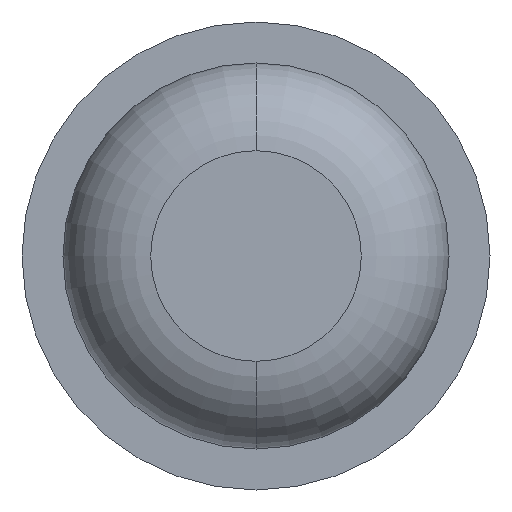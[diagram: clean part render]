
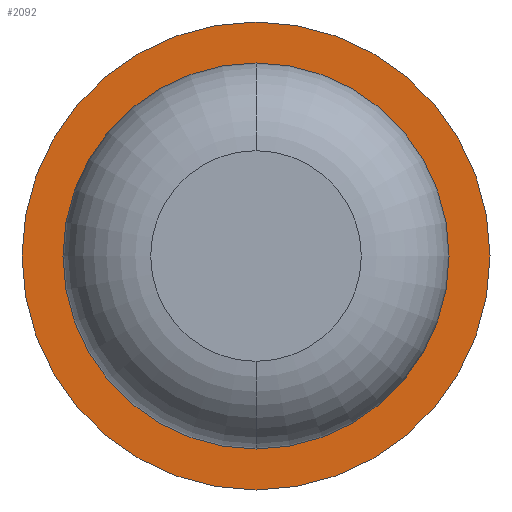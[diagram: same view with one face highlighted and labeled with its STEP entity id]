
A CAD part, front view. The second image highlights one B-rep face of the part: STEP entity #2092.
In plain terms, the highlighted planar face has unit normal (0, -1, 0).
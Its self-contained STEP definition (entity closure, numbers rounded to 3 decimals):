
#25 = EDGE_CURVE ( 'Defeature ausgef�hrt1_5+Defeature ausgef�hrt1_4+Defeature ausgef�hrt1_4+Defeature ausgef�hrt1_4', #2360, #3427, #789, .T. ) ;
#242 = DIRECTION ( 'NONE',  ( 0., 1., 0. ) ) ;
#279 = CARTESIAN_POINT ( 'NONE',  ( 0., -2., -0.825 ) ) ;
#283 = DIRECTION ( 'NONE',  ( 0., 1., 0. ) ) ;
#457 = CARTESIAN_POINT ( 'NONE',  ( 0., -2., -1. ) ) ;
#605 = DIRECTION ( 'NONE',  ( 0., 1., 0. ) ) ;
#721 = VERTEX_POINT ( 'NONE', #1292 ) ;
#789 = CIRCLE ( 'NONE', #3216, 1. ) ;
#1018 = CIRCLE ( 'NONE', #2353, 0.825 ) ;
#1181 = ORIENTED_EDGE ( 'NONE', *, *, #25, .F. ) ;
#1219 = EDGE_LOOP ( 'NONE', ( #1181, #2831 ) ) ;
#1273 = EDGE_CURVE ( 'Defeature ausgef�hrt1_4+Defeature ausgef�hrt1_0+Defeature ausgef�hrt1_0+Defeature ausgef�hrt1_0', #1834, #721, #1018, .T. ) ;
#1292 = CARTESIAN_POINT ( 'NONE',  ( 0., -2., 0.825 ) ) ;
#1317 = CARTESIAN_POINT ( 'NONE',  ( 0., -2., 0. ) ) ;
#1624 = AXIS2_PLACEMENT_3D ( 'NONE', #3276, #1668, #3000 ) ;
#1648 = AXIS2_PLACEMENT_3D ( 'NONE', #1664, #283, #1656 ) ;
#1656 = DIRECTION ( 'NONE',  ( 0., 0., 1. ) ) ;
#1664 = CARTESIAN_POINT ( 'NONE',  ( 0., -2., 0. ) ) ;
#1668 = DIRECTION ( 'NONE',  ( 0., 1., 0. ) ) ;
#1797 = AXIS2_PLACEMENT_3D ( 'NONE', #1881, #242, #2413 ) ;
#1834 = VERTEX_POINT ( 'NONE', #279 ) ;
#1875 = EDGE_LOOP ( 'NONE', ( #2612, #2455 ) ) ;
#1881 = CARTESIAN_POINT ( 'NONE',  ( 1., -2., 0. ) ) ;
#1939 = CIRCLE ( 'NONE', #1648, 0.825 ) ;
#1963 = FACE_OUTER_BOUND ( 'NONE', #1219, .T. ) ;
#2007 = DIRECTION ( 'NONE',  ( 0., 0., 1. ) ) ;
#2092 = ADVANCED_FACE ( 'Defeature ausgef�hrt1_4', ( #1963, #3308 ), #3496, .F. ) ;
#2203 = EDGE_CURVE ( 'Defeature ausgef�hrt1_5+Defeature ausgef�hrt1_4+Defeature ausgef�hrt1_4+Defeature ausgef�hrt1_4', #3427, #2360, #2636, .T. ) ;
#2295 = CARTESIAN_POINT ( 'NONE',  ( 0., -2., 0. ) ) ;
#2353 = AXIS2_PLACEMENT_3D ( 'NONE', #2295, #605, #2007 ) ;
#2360 = VERTEX_POINT ( 'NONE', #3450 ) ;
#2413 = DIRECTION ( 'NONE',  ( 0., 0., 1. ) ) ;
#2455 = ORIENTED_EDGE ( 'NONE', *, *, #1273, .T. ) ;
#2612 = ORIENTED_EDGE ( 'NONE', *, *, #3072, .T. ) ;
#2636 = CIRCLE ( 'NONE', #1624, 1. ) ;
#2650 = DIRECTION ( 'NONE',  ( 0., 0., 1. ) ) ;
#2831 = ORIENTED_EDGE ( 'NONE', *, *, #2203, .F. ) ;
#3000 = DIRECTION ( 'NONE',  ( 0., 0., 1. ) ) ;
#3072 = EDGE_CURVE ( 'Defeature ausgef�hrt1_4+Defeature ausgef�hrt1_0+Defeature ausgef�hrt1_0+Defeature ausgef�hrt1_0', #721, #1834, #1939, .T. ) ;
#3216 = AXIS2_PLACEMENT_3D ( 'NONE', #1317, #3422, #2650 ) ;
#3276 = CARTESIAN_POINT ( 'NONE',  ( 0., -2., 0. ) ) ;
#3308 = FACE_BOUND ( 'NONE', #1875, .T. ) ;
#3422 = DIRECTION ( 'NONE',  ( 0., 1., 0. ) ) ;
#3427 = VERTEX_POINT ( 'NONE', #457 ) ;
#3450 = CARTESIAN_POINT ( 'NONE',  ( 0., -2., 1. ) ) ;
#3496 = PLANE ( 'NONE',  #1797 ) ;
